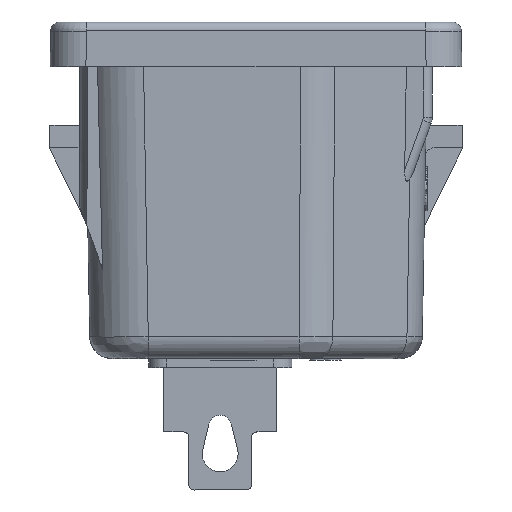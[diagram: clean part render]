
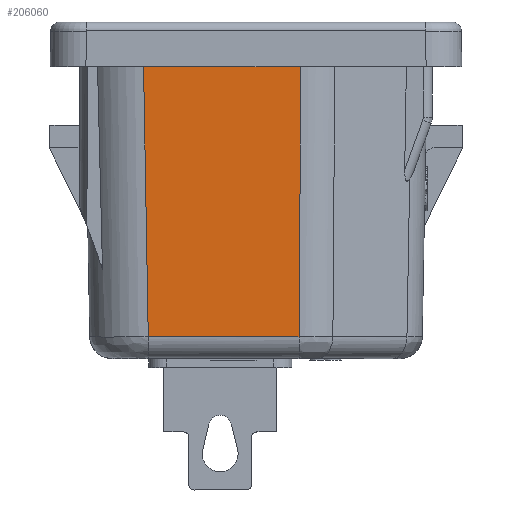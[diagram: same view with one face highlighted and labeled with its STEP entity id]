
A CAD part, left-side view. The second image highlights one B-rep face of the part: STEP entity #206060.
In plain terms, the highlighted face is planar.
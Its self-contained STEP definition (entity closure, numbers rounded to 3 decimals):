
#205590=CARTESIAN_POINT('',(0.111,11.709,0.));
#205600=DIRECTION('',(-1.,-0.017,-0.));
#205610=DIRECTION('',(-0.017,1.,0.));
#205620=AXIS2_PLACEMENT_3D('',#205590,#205600,#205610);
#205630=PLANE('',#205620);
#205640=CARTESIAN_POINT('',(-0.156,26.978,0.));
#205650=DIRECTION('',(0.,0.,1.));
#205660=VECTOR('',#205650,1.);
#205670=LINE('',#205640,#205660);
#205680=CARTESIAN_POINT('',(-0.156,26.978,
-6.281));
#205690=VERTEX_POINT('',#205680);
#205700=CARTESIAN_POINT('',(-0.156,26.978,0.6));
#205710=VERTEX_POINT('',#205700);
#205720=EDGE_CURVE('',#205690,#205710,#205670,.T.);
#205730=ORIENTED_EDGE('',*,*,#205720,.F.);
#205740=CARTESIAN_POINT('',(-0.156,26.978,0.));
#205750=DIRECTION('',(0.,0.,1.));
#205760=VECTOR('',#205750,1.);
#205770=LINE('',#205740,#205760);
#205780=CARTESIAN_POINT('',(-0.156,26.978,2.507
));
#205790=VERTEX_POINT('',#205780);
#205800=EDGE_CURVE('',#205710,#205790,#205770,.T.);
#205810=ORIENTED_EDGE('',*,*,#205800,.F.);
#205820=CARTESIAN_POINT('',(0.316,-0.048,
2.319));
#205830=DIRECTION('',(-0.017,1.,
0.007));
#205840=VECTOR('',#205830,1.);
#205850=LINE('',#205820,#205840);
#205860=CARTESIAN_POINT('',(0.107,11.907,
2.402));
#205870=VERTEX_POINT('',#205860);
#205880=EDGE_CURVE('',#205870,#205790,#205850,.T.);
#205890=ORIENTED_EDGE('',*,*,#205880,.T.);
#205900=CARTESIAN_POINT('',(0.107,11.907,0.));
#205910=DIRECTION('',(0.,0.,1.));
#205920=VECTOR('',#205910,1.);
#205930=LINE('',#205900,#205920);
#205940=CARTESIAN_POINT('',(0.107,11.907,
-6.018));
#205950=VERTEX_POINT('',#205940);
#205960=EDGE_CURVE('',#205950,#205870,#205930,.T.);
#205970=ORIENTED_EDGE('',*,*,#205960,.T.);
#205980=CARTESIAN_POINT('',(0.316,-0.057,
-5.809));
#205990=DIRECTION('',(0.017,-1.,
0.017));
#206000=VECTOR('',#205990,1.);
#206010=LINE('',#205980,#206000);
#206020=EDGE_CURVE('',#205690,#205950,#206010,.T.);
#206030=ORIENTED_EDGE('',*,*,#206020,.T.);
#206040=EDGE_LOOP('',(#206030,#205970,#205890,#205810,#205730));
#206050=FACE_OUTER_BOUND('',#206040,.T.);
#206060=ADVANCED_FACE('',(#206050),#205630,.T.);
